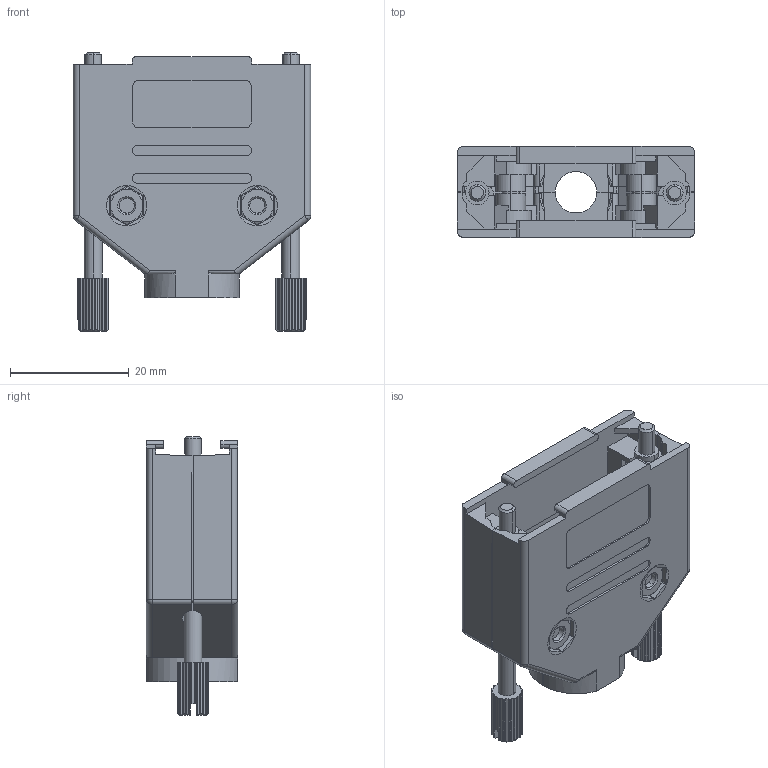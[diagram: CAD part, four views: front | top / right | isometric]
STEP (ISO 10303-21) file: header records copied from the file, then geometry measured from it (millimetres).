
FILE_DESCRIPTION (( 'STEP AP214' ), '1' );
FILE_NAME ('6688-9582.STEP', '2022-09-23T13:42:58', ( '' ), ( '' ), 'SwSTEP 2.0', 'SolidWorks 2021', '' );
FILE_SCHEMA (( 'AUTOMOTIVE_DESIGN' ));
Length unit declared in the file: millimetre
Products named in the file (7): 6688-9582; 6805-0101-12; 6855-0304-11; 6855-0303-11; 6826-0142-02; 6522-0121-05 (7mm); 6805-0101-02
Assembly tree (10 placements, depth 2):
  6688-9582
    6805-0101-12
    6522-0121-05 (7mm)  x2
    6805-0101-02
    6826-0142-02  x2
    6855-0303-11  x2
    6855-0304-11  x2
Bounding box: 40 x 15.35 x 47 mm (x, y, z)
Volume: 9195.1 mm3; surface area: 13986.5 mm2
Topology: 10 solids, 10 shells, 913 faces, 2507 edges, 1638 vertices
Faces by surface type: plane 564, cylinder 253, cone 46, bspline 26, torus 20, sphere 4
Entity records: 22350 total; most frequent: CARTESIAN_POINT 4764, ORIENTED_EDGE 3736, DIRECTION 3494, EDGE_CURVE 1868, VECTOR 1228, LINE 1228, VERTEX_POINT 1223, AXIS2_PLACEMENT_3D 1133
